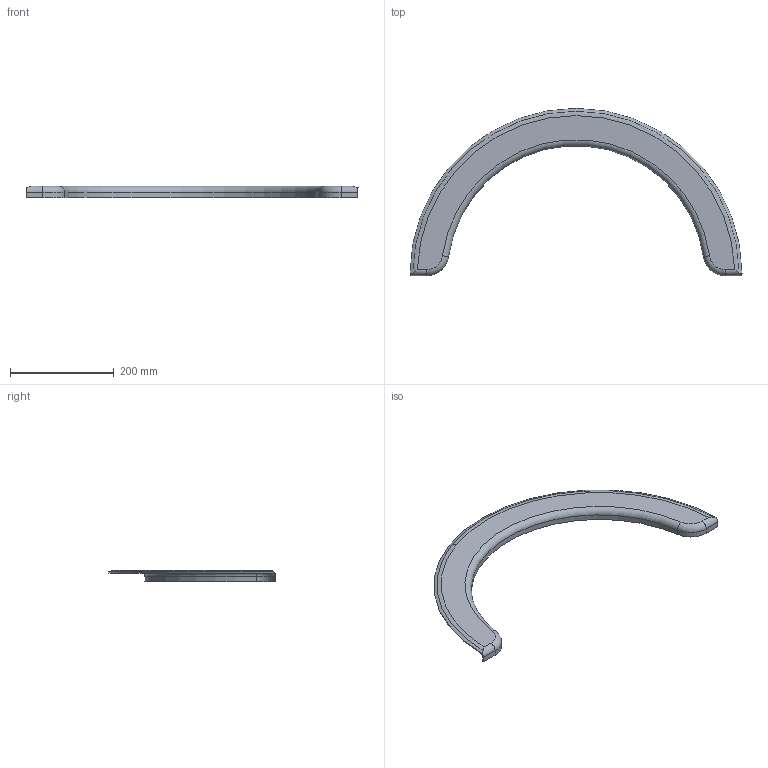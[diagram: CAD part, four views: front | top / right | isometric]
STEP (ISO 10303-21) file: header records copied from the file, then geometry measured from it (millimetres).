
FILE_DESCRIPTION (( 'STEP AP214' ), '1' );
FILE_NAME ('Arche02.STEP', '2023-06-13T13:02:51', ( '' ), ( '' ), 'SwSTEP 2.0', 'SolidWorks 2021', '' );
FILE_SCHEMA (( 'AUTOMOTIVE_DESIGN' ));
Length unit declared in the file: millimetre
Products named in the file (1): Arche02
Bounding box: 638.69 x 321.85 x 22.5 mm (x, y, z)
Volume: 194152.9 mm3; surface area: 160053.9 mm2
Topology: 1 solids, 1 shells, 34 faces, 80 edges, 48 vertices
Faces by surface type: cylinder 10, plane 9, torus 8, bspline 4, cone 3
Entity records: 1538 total; most frequent: CARTESIAN_POINT 612, ORIENTED_EDGE 160, DIRECTION 152, EDGE_CURVE 80, AXIS2_PLACEMENT_3D 63, VERTEX_POINT 48, EDGE_LOOP 34, FACE_OUTER_BOUND 34
